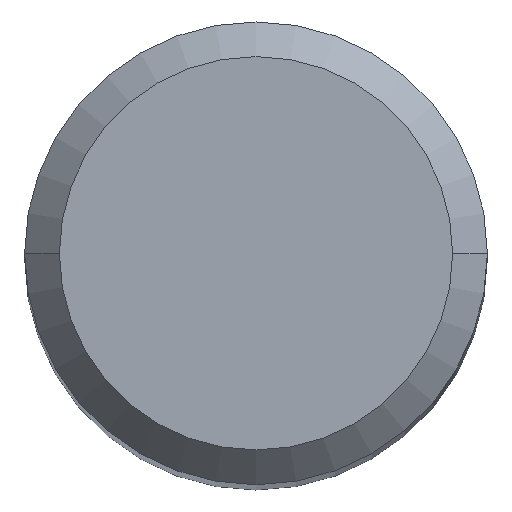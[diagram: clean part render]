
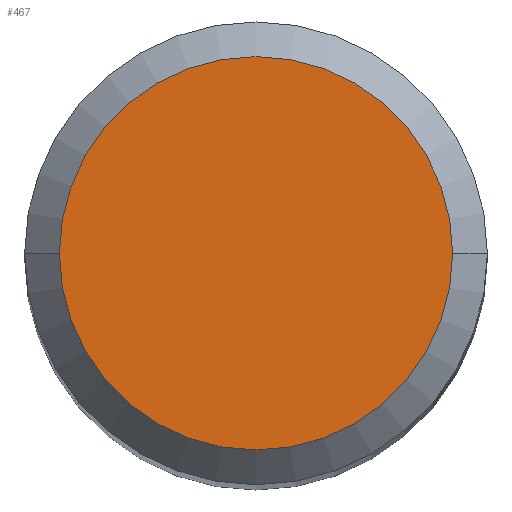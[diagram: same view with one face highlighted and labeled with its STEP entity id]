
A CAD part, top view. The second image highlights one B-rep face of the part: STEP entity #467.
In plain terms, the highlighted planar face has unit normal (0, 0, 1).
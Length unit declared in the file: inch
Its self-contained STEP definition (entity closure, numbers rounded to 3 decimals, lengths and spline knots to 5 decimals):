
#48 = CIRCLE ( 'NONE', #184, 0.10625 ) ;
#50 = ORIENTED_EDGE ( 'NONE', *, *, #92, .T. ) ;
#75 = DIRECTION ( 'NONE',  ( 0., 0., 1. ) ) ;
#84 = CARTESIAN_POINT ( 'NONE',  ( -0.10625, 0., 0. ) ) ;
#92 = EDGE_CURVE ( 'NONE', #431, #134, #48, .T. ) ;
#93 = DIRECTION ( 'NONE',  ( -1., 0., 0. ) ) ;
#121 = DIRECTION ( 'NONE',  ( 1., 0., 0. ) ) ;
#132 = PLANE ( 'NONE',  #185 ) ;
#134 = VERTEX_POINT ( 'NONE', #292 ) ;
#156 = DIRECTION ( 'NONE',  ( 0., 0., 1. ) ) ;
#184 = AXIS2_PLACEMENT_3D ( 'NONE', #416, #75, #491 ) ;
#185 = AXIS2_PLACEMENT_3D ( 'NONE', #282, #436, #93 ) ;
#242 = ORIENTED_EDGE ( 'NONE', *, *, #299, .T. ) ;
#282 = CARTESIAN_POINT ( 'NONE',  ( 0., 0., 0. ) ) ;
#292 = CARTESIAN_POINT ( 'NONE',  ( 0.10625, 0., 0. ) ) ;
#299 = EDGE_CURVE ( 'NONE', #134, #431, #486, .T. ) ;
#319 = EDGE_LOOP ( 'NONE', ( #50, #242 ) ) ;
#337 = CARTESIAN_POINT ( 'NONE',  ( 0., 0., 0. ) ) ;
#388 = AXIS2_PLACEMENT_3D ( 'NONE', #337, #156, #121 ) ;
#416 = CARTESIAN_POINT ( 'NONE',  ( 0., 0., 0. ) ) ;
#431 = VERTEX_POINT ( 'NONE', #84 ) ;
#436 = DIRECTION ( 'NONE',  ( 0., 0., -1. ) ) ;
#467 = ADVANCED_FACE ( 'NONE', ( #476 ), #132, .F. ) ;
#476 = FACE_OUTER_BOUND ( 'NONE', #319, .T. ) ;
#486 = CIRCLE ( 'NONE', #388, 0.10625 ) ;
#491 = DIRECTION ( 'NONE',  ( 1., 0., 0. ) ) ;
